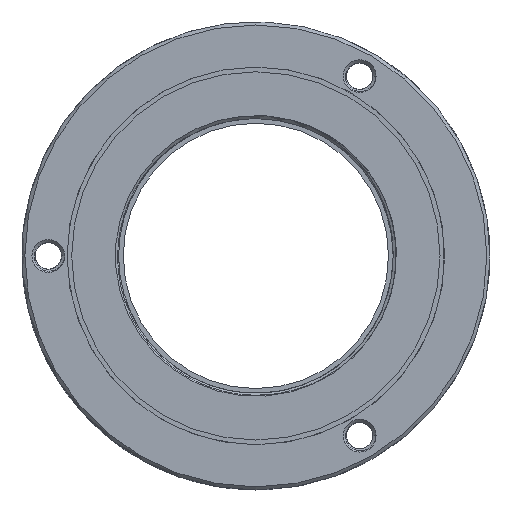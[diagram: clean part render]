
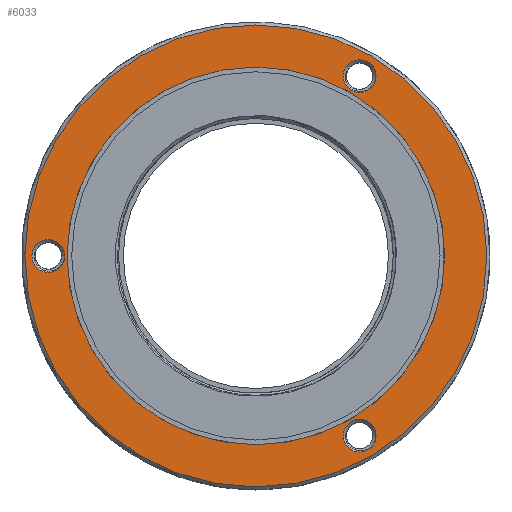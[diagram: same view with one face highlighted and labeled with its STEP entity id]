
A CAD part, left-side view. The second image highlights one B-rep face of the part: STEP entity #6033.
In plain terms, the highlighted planar face has unit normal (-1, 0, 0).
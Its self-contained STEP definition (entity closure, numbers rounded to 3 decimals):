
#86 = EDGE_CURVE ( 'NONE', #13590, #13590, #11368, .T. ) ;
#426 = EDGE_LOOP ( 'NONE', ( #12874 ) ) ;
#1398 = CIRCLE ( 'NONE', #4734, 14.8 ) ;
#1684 = PLANE ( 'NONE',  #6682 ) ;
#2013 = EDGE_CURVE ( 'NONE', #11514, #11514, #1398, .T. ) ;
#2042 = AXIS2_PLACEMENT_3D ( 'NONE', #18157, #18412, #12675 ) ;
#2088 = DIRECTION ( 'NONE',  ( 1., 0., 0. ) ) ;
#2820 = CARTESIAN_POINT ( 'NONE',  ( 8., -6.65, -11.518 ) ) ;
#3140 = CARTESIAN_POINT ( 'NONE',  ( 8., -6.65, -12.568 ) ) ;
#3450 = EDGE_LOOP ( 'NONE', ( #9524 ) ) ;
#3626 = FACE_BOUND ( 'NONE', #426, .T. ) ;
#4462 = DIRECTION ( 'NONE',  ( -1., 0., 0. ) ) ;
#4734 = AXIS2_PLACEMENT_3D ( 'NONE', #6547, #4462, #24157 ) ;
#4814 = CARTESIAN_POINT ( 'NONE',  ( 8., -6.65, 11.518 ) ) ;
#5463 = FACE_BOUND ( 'NONE', #3450, .T. ) ;
#5481 = CARTESIAN_POINT ( 'NONE',  ( 8., 0., 12.1 ) ) ;
#5610 = AXIS2_PLACEMENT_3D ( 'NONE', #15914, #2088, #25561 ) ;
#5851 = DIRECTION ( 'NONE',  ( 1., 0., 0. ) ) ;
#6033 = ADVANCED_FACE ( 'NONE', ( #21374, #13567, #23723, #3626, #5463 ), #1684, .F. ) ;
#6365 = DIRECTION ( 'NONE',  ( 1., 0., 0. ) ) ;
#6547 = CARTESIAN_POINT ( 'NONE',  ( 8., 0., 0. ) ) ;
#6682 = AXIS2_PLACEMENT_3D ( 'NONE', #11754, #5851, #11633 ) ;
#6933 = EDGE_LOOP ( 'NONE', ( #15114 ) ) ;
#7793 = EDGE_CURVE ( 'NONE', #11116, #11116, #12593, .T. ) ;
#9524 = ORIENTED_EDGE ( 'NONE', *, *, #16258, .F. ) ;
#11116 = VERTEX_POINT ( 'NONE', #23100 ) ;
#11167 = ORIENTED_EDGE ( 'NONE', *, *, #7793, .T. ) ;
#11210 = EDGE_CURVE ( 'NONE', #19567, #19567, #21038, .T. ) ;
#11368 = CIRCLE ( 'NONE', #23839, 1.05 ) ;
#11514 = VERTEX_POINT ( 'NONE', #17102 ) ;
#11633 = DIRECTION ( 'NONE',  ( 0., 0., -1. ) ) ;
#11754 = CARTESIAN_POINT ( 'NONE',  ( 8., 15., 0. ) ) ;
#12593 = CIRCLE ( 'NONE', #20928, 1.05 ) ;
#12675 = DIRECTION ( 'NONE',  ( 0., 0., 1. ) ) ;
#12874 = ORIENTED_EDGE ( 'NONE', *, *, #11210, .T. ) ;
#13283 = CIRCLE ( 'NONE', #2042, 12.1 ) ;
#13567 = FACE_BOUND ( 'NONE', #13778, .T. ) ;
#13590 = VERTEX_POINT ( 'NONE', #3140 ) ;
#13778 = EDGE_LOOP ( 'NONE', ( #16127 ) ) ;
#15018 = VERTEX_POINT ( 'NONE', #5481 ) ;
#15114 = ORIENTED_EDGE ( 'NONE', *, *, #2013, .T. ) ;
#15914 = CARTESIAN_POINT ( 'NONE',  ( 8., 13.3, 0. ) ) ;
#16127 = ORIENTED_EDGE ( 'NONE', *, *, #86, .T. ) ;
#16198 = DIRECTION ( 'NONE',  ( 0., 0., -1. ) ) ;
#16258 = EDGE_CURVE ( 'NONE', #15018, #15018, #13283, .T. ) ;
#16803 = DIRECTION ( 'NONE',  ( 1., 0., 0. ) ) ;
#16867 = EDGE_LOOP ( 'NONE', ( #11167 ) ) ;
#17102 = CARTESIAN_POINT ( 'NONE',  ( 8., 0., -14.8 ) ) ;
#18157 = CARTESIAN_POINT ( 'NONE',  ( 8., 0., 0. ) ) ;
#18375 = DIRECTION ( 'NONE',  ( 0., 0., -1. ) ) ;
#18412 = DIRECTION ( 'NONE',  ( -1., 0., 0. ) ) ;
#19567 = VERTEX_POINT ( 'NONE', #23224 ) ;
#20928 = AXIS2_PLACEMENT_3D ( 'NONE', #4814, #16803, #16198 ) ;
#21038 = CIRCLE ( 'NONE', #5610, 1.05 ) ;
#21374 = FACE_OUTER_BOUND ( 'NONE', #6933, .T. ) ;
#23100 = CARTESIAN_POINT ( 'NONE',  ( 8., -6.65, 10.468 ) ) ;
#23224 = CARTESIAN_POINT ( 'NONE',  ( 8., 13.3, -1.05 ) ) ;
#23723 = FACE_BOUND ( 'NONE', #16867, .T. ) ;
#23839 = AXIS2_PLACEMENT_3D ( 'NONE', #2820, #6365, #18375 ) ;
#24157 = DIRECTION ( 'NONE',  ( 0., 0., -1. ) ) ;
#25561 = DIRECTION ( 'NONE',  ( 0., 0., -1. ) ) ;
